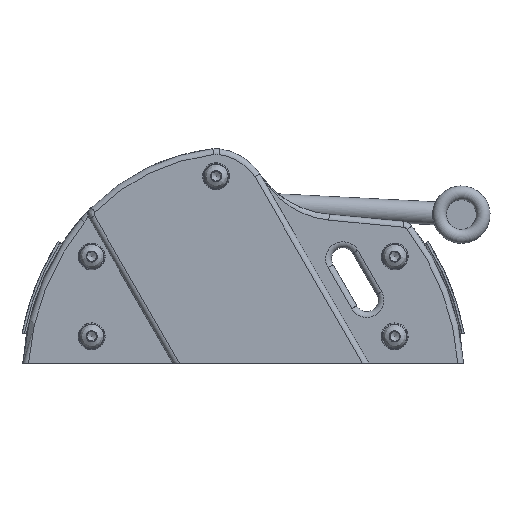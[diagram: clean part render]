
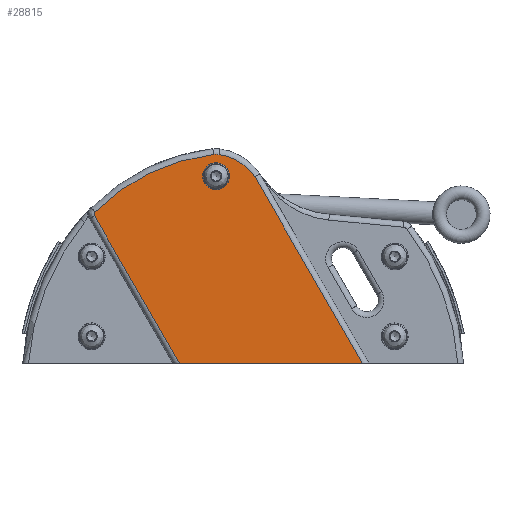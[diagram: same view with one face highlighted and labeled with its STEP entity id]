
A CAD part, left-side view. The second image highlights one B-rep face of the part: STEP entity #28815.
In plain terms, the highlighted planar face has unit normal (-1, 0, 0).
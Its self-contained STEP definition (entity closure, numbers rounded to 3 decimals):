
#1184=FACE_BOUND('',#7233,.T.);
#1400=LINE('',#45822,#2907);
#1606=LINE('',#48030,#3113);
#1607=LINE('',#48040,#3114);
#2907=VECTOR('',#35580,10.);
#3113=VECTOR('',#36422,10.);
#3114=VECTOR('',#36433,10.);
#5308=FACE_OUTER_BOUND('',#7232,.T.);
#7232=EDGE_LOOP('',(#20035,#20036,#20037,#20038,#20039,#20040,#20041));
#7233=EDGE_LOOP('',(#20042));
#9584=CIRCLE('',#31216,22.5);
#9585=CIRCLE('',#31217,9.5);
#9586=CIRCLE('',#31218,87.5);
#9587=CIRCLE('',#31219,1.5);
#9588=CIRCLE('',#31220,5.85);
#11952=VERTEX_POINT('',#45819);
#11953=VERTEX_POINT('',#45821);
#12345=VERTEX_POINT('',#48017);
#12346=VERTEX_POINT('',#48032);
#12347=VERTEX_POINT('',#48034);
#12348=VERTEX_POINT('',#48036);
#12349=VERTEX_POINT('',#48038);
#12350=VERTEX_POINT('',#48041);
#14742=EDGE_CURVE('',#11952,#11953,#1400,.T.);
#15266=EDGE_CURVE('',#11952,#12345,#1606,.T.);
#15267=EDGE_CURVE('',#12345,#12346,#9584,.T.);
#15268=EDGE_CURVE('',#12346,#12347,#9585,.T.);
#15269=EDGE_CURVE('',#12347,#12348,#9586,.T.);
#15270=EDGE_CURVE('',#12348,#12349,#9587,.T.);
#15271=EDGE_CURVE('',#12349,#11953,#1607,.T.);
#15272=EDGE_CURVE('',#12350,#12350,#9588,.T.);
#20035=ORIENTED_EDGE('',*,*,#14742,.F.);
#20036=ORIENTED_EDGE('',*,*,#15266,.T.);
#20037=ORIENTED_EDGE('',*,*,#15267,.T.);
#20038=ORIENTED_EDGE('',*,*,#15268,.T.);
#20039=ORIENTED_EDGE('',*,*,#15269,.T.);
#20040=ORIENTED_EDGE('',*,*,#15270,.T.);
#20041=ORIENTED_EDGE('',*,*,#15271,.T.);
#20042=ORIENTED_EDGE('',*,*,#15272,.T.);
#28191=PLANE('',#31215);
#28815=ADVANCED_FACE('',(#5308,#1184),#28191,.T.);
#31215=AXIS2_PLACEMENT_3D('',#48031,#36423,#36424);
#31216=AXIS2_PLACEMENT_3D('',#48033,#36425,#36426);
#31217=AXIS2_PLACEMENT_3D('',#48035,#36427,#36428);
#31218=AXIS2_PLACEMENT_3D('',#48037,#36429,#36430);
#31219=AXIS2_PLACEMENT_3D('',#48039,#36431,#36432);
#31220=AXIS2_PLACEMENT_3D('',#48042,#36434,#36435);
#35580=DIRECTION('',(0.,1.,0.));
#36422=DIRECTION('',(0.,0.5,0.866));
#36423=DIRECTION('center_axis',(-1.,0.,0.));
#36424=DIRECTION('ref_axis',(0.,0.,
-1.));
#36425=DIRECTION('center_axis',(-1.,0.,0.));
#36426=DIRECTION('ref_axis',(0.,-0.529,0.848));
#36427=DIRECTION('center_axis',(-1.,0.,0.));
#36428=DIRECTION('ref_axis',(0.,-0.009,
1.));
#36429=DIRECTION('center_axis',(-1.,0.,0.));
#36430=DIRECTION('ref_axis',(0.,0.435,0.9));
#36431=DIRECTION('center_axis',(-1.,0.,0.));
#36432=DIRECTION('ref_axis',(0.,0.991,0.131));
#36433=DIRECTION('',(0.,-0.5,-0.866));
#36434=DIRECTION('center_axis',(1.,0.,0.));
#36435=DIRECTION('ref_axis',(0.,0.804,0.594));
#45819=CARTESIAN_POINT('',(-34.,-52.787,5.));
#45821=CARTESIAN_POINT('',(-34.,26.888,5.));
#45822=CARTESIAN_POINT('',(-34.,25.702,5.));
#48017=CARTESIAN_POINT('',(-34.,-5.903,86.205));
#48030=CARTESIAN_POINT('',(-34.,-38.925,29.009));
#48031=CARTESIAN_POINT('Origin',(-34.,-43.797,65.501));
#48032=CARTESIAN_POINT('',(-34.,9.723,95.914));
#48033=CARTESIAN_POINT('Origin',(-34.,12.747,73.618));
#48034=CARTESIAN_POINT('',(-34.,12.103,95.936));
#48035=CARTESIAN_POINT('Origin',(-34.,11.,86.5));
#48036=CARTESIAN_POINT('',(-34.,63.709,71.004));
#48037=CARTESIAN_POINT('Origin',(-34.,1.942,9.028));
#48038=CARTESIAN_POINT('',(-34.,63.949,69.192));
#48039=CARTESIAN_POINT('Origin',(-34.,62.65,69.942));
#48040=CARTESIAN_POINT('',(-34.,49.682,44.48));
#48041=CARTESIAN_POINT('',(-34.,6.294,83.025));
#48042=CARTESIAN_POINT('Origin',(-34.,11.,86.5));
